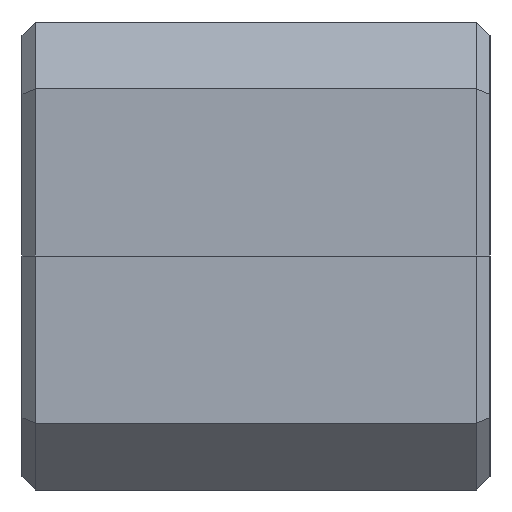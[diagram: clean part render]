
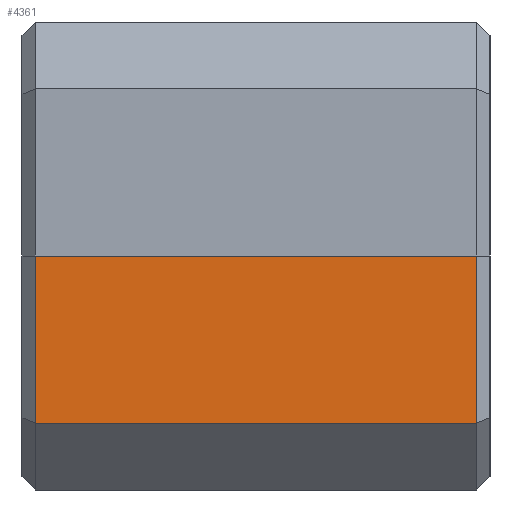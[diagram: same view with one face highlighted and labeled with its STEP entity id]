
A CAD part, left-side view. The second image highlights one B-rep face of the part: STEP entity #4361.
In plain terms, the highlighted planar face has unit normal (-1, 0, 0).
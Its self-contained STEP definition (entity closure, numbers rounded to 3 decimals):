
#755 = PLANE('',#756);
#756 = AXIS2_PLACEMENT_3D('',#757,#758,#759);
#757 = CARTESIAN_POINT('',(-42.5,-17.5,2.5));
#758 = DIRECTION('',(0.707,0.,0.707));
#759 = DIRECTION('',(0.,-1.,0.));
#1270 = PLANE('',#1271);
#1271 = AXIS2_PLACEMENT_3D('',#1272,#1273,#1274);
#1272 = CARTESIAN_POINT('',(-50.,-50.,17.5));
#1273 = DIRECTION('',(0.,0.,1.));
#1274 = DIRECTION('',(1.,0.,0.));
#1298 = PLANE('',#1299);
#1299 = AXIS2_PLACEMENT_3D('',#1300,#1301,#1302);
#1300 = CARTESIAN_POINT('',(-44.5,-17.,5.));
#1301 = DIRECTION('',(-0.707,-0.707,0.));
#1302 = DIRECTION('',(-0.,-0.,-1.));
#1548 = PLANE('',#1549);
#1549 = AXIS2_PLACEMENT_3D('',#1550,#1551,#1552);
#1550 = CARTESIAN_POINT('',(-44.5,17.,5.));
#1551 = DIRECTION('',(-0.707,0.707,0.));
#1552 = DIRECTION('',(0.,0.,1.));
#2277 = EDGE_CURVE('',#2278,#2280,#2282,.T.);
#2278 = VERTEX_POINT('',#2279);
#2279 = CARTESIAN_POINT('',(-45.,-16.5,5.));
#2280 = VERTEX_POINT('',#2281);
#2281 = CARTESIAN_POINT('',(-45.,16.5,5.));
#2282 = SURFACE_CURVE('',#2283,(#2287,#2294),.PCURVE_S1.);
#2283 = LINE('',#2284,#2285);
#2284 = CARTESIAN_POINT('',(-45.,-17.5,5.));
#2285 = VECTOR('',#2286,1.);
#2286 = DIRECTION('',(0.,1.,0.));
#2287 = PCURVE('',#755,#2288);
#2288 = DEFINITIONAL_REPRESENTATION('',(#2289),#2293);
#2289 = LINE('',#2290,#2291);
#2290 = CARTESIAN_POINT('',(-0.,-3.536));
#2291 = VECTOR('',#2292,1.);
#2292 = DIRECTION('',(-1.,0.));
#2293 = ( GEOMETRIC_REPRESENTATION_CONTEXT(2) 
PARAMETRIC_REPRESENTATION_CONTEXT() REPRESENTATION_CONTEXT('2D SPACE',''
  ) );
#2294 = PCURVE('',#2295,#2300);
#2295 = PLANE('',#2296);
#2296 = AXIS2_PLACEMENT_3D('',#2297,#2298,#2299);
#2297 = CARTESIAN_POINT('',(-45.,-17.5,0.));
#2298 = DIRECTION('',(-1.,0.,0.));
#2299 = DIRECTION('',(0.,1.,0.));
#2300 = DEFINITIONAL_REPRESENTATION('',(#2301),#2305);
#2301 = LINE('',#2302,#2303);
#2302 = CARTESIAN_POINT('',(0.,-5.));
#2303 = VECTOR('',#2304,1.);
#2304 = DIRECTION('',(1.,0.));
#2305 = ( GEOMETRIC_REPRESENTATION_CONTEXT(2) 
PARAMETRIC_REPRESENTATION_CONTEXT() REPRESENTATION_CONTEXT('2D SPACE',''
  ) );
#2994 = EDGE_CURVE('',#2278,#2995,#2997,.T.);
#2995 = VERTEX_POINT('',#2996);
#2996 = CARTESIAN_POINT('',(-45.,-16.5,17.5));
#2997 = SURFACE_CURVE('',#2998,(#3002,#3009),.PCURVE_S1.);
#2998 = LINE('',#2999,#3000);
#2999 = CARTESIAN_POINT('',(-45.,-16.5,5.));
#3000 = VECTOR('',#3001,1.);
#3001 = DIRECTION('',(0.,0.,1.));
#3002 = PCURVE('',#1298,#3003);
#3003 = DEFINITIONAL_REPRESENTATION('',(#3004),#3008);
#3004 = LINE('',#3005,#3006);
#3005 = CARTESIAN_POINT('',(-0.,-0.707));
#3006 = VECTOR('',#3007,1.);
#3007 = DIRECTION('',(-1.,0.));
#3008 = ( GEOMETRIC_REPRESENTATION_CONTEXT(2) 
PARAMETRIC_REPRESENTATION_CONTEXT() REPRESENTATION_CONTEXT('2D SPACE',''
  ) );
#3009 = PCURVE('',#2295,#3010);
#3010 = DEFINITIONAL_REPRESENTATION('',(#3011),#3015);
#3011 = LINE('',#3012,#3013);
#3012 = CARTESIAN_POINT('',(1.,-5.));
#3013 = VECTOR('',#3014,1.);
#3014 = DIRECTION('',(0.,-1.));
#3015 = ( GEOMETRIC_REPRESENTATION_CONTEXT(2) 
PARAMETRIC_REPRESENTATION_CONTEXT() REPRESENTATION_CONTEXT('2D SPACE',''
  ) );
#3044 = VERTEX_POINT('',#3045);
#3045 = CARTESIAN_POINT('',(-45.,16.5,17.5));
#3066 = EDGE_CURVE('',#2995,#3044,#3067,.T.);
#3067 = SURFACE_CURVE('',#3068,(#3072,#3079),.PCURVE_S1.);
#3068 = LINE('',#3069,#3070);
#3069 = CARTESIAN_POINT('',(-45.,-33.75,17.5));
#3070 = VECTOR('',#3071,1.);
#3071 = DIRECTION('',(0.,1.,0.));
#3072 = PCURVE('',#1270,#3073);
#3073 = DEFINITIONAL_REPRESENTATION('',(#3074),#3078);
#3074 = LINE('',#3075,#3076);
#3075 = CARTESIAN_POINT('',(5.,16.25));
#3076 = VECTOR('',#3077,1.);
#3077 = DIRECTION('',(0.,1.));
#3078 = ( GEOMETRIC_REPRESENTATION_CONTEXT(2) 
PARAMETRIC_REPRESENTATION_CONTEXT() REPRESENTATION_CONTEXT('2D SPACE',''
  ) );
#3079 = PCURVE('',#2295,#3080);
#3080 = DEFINITIONAL_REPRESENTATION('',(#3081),#3085);
#3081 = LINE('',#3082,#3083);
#3082 = CARTESIAN_POINT('',(-16.25,-17.5));
#3083 = VECTOR('',#3084,1.);
#3084 = DIRECTION('',(1.,0.));
#3085 = ( GEOMETRIC_REPRESENTATION_CONTEXT(2) 
PARAMETRIC_REPRESENTATION_CONTEXT() REPRESENTATION_CONTEXT('2D SPACE',''
  ) );
#4120 = EDGE_CURVE('',#2280,#3044,#4121,.T.);
#4121 = SURFACE_CURVE('',#4122,(#4126,#4133),.PCURVE_S1.);
#4122 = LINE('',#4123,#4124);
#4123 = CARTESIAN_POINT('',(-45.,16.5,5.));
#4124 = VECTOR('',#4125,1.);
#4125 = DIRECTION('',(0.,0.,1.));
#4126 = PCURVE('',#1548,#4127);
#4127 = DEFINITIONAL_REPRESENTATION('',(#4128),#4132);
#4128 = LINE('',#4129,#4130);
#4129 = CARTESIAN_POINT('',(0.,-0.707));
#4130 = VECTOR('',#4131,1.);
#4131 = DIRECTION('',(1.,0.));
#4132 = ( GEOMETRIC_REPRESENTATION_CONTEXT(2) 
PARAMETRIC_REPRESENTATION_CONTEXT() REPRESENTATION_CONTEXT('2D SPACE',''
  ) );
#4133 = PCURVE('',#2295,#4134);
#4134 = DEFINITIONAL_REPRESENTATION('',(#4135),#4139);
#4135 = LINE('',#4136,#4137);
#4136 = CARTESIAN_POINT('',(34.,-5.));
#4137 = VECTOR('',#4138,1.);
#4138 = DIRECTION('',(0.,-1.));
#4139 = ( GEOMETRIC_REPRESENTATION_CONTEXT(2) 
PARAMETRIC_REPRESENTATION_CONTEXT() REPRESENTATION_CONTEXT('2D SPACE',''
  ) );
#4361 = ADVANCED_FACE('',(#4362),#2295,.T.);
#4362 = FACE_BOUND('',#4363,.T.);
#4363 = EDGE_LOOP('',(#4364,#4365,#4366,#4367));
#4364 = ORIENTED_EDGE('',*,*,#2277,.F.);
#4365 = ORIENTED_EDGE('',*,*,#2994,.T.);
#4366 = ORIENTED_EDGE('',*,*,#3066,.T.);
#4367 = ORIENTED_EDGE('',*,*,#4120,.F.);
